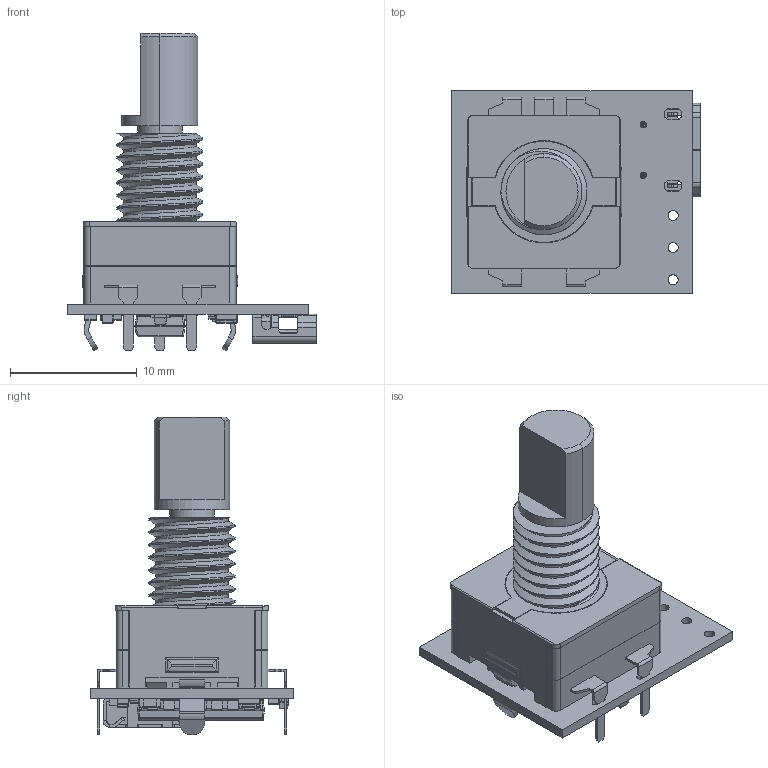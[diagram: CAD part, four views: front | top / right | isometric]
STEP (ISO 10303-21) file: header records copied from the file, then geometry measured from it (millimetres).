
FILE_DESCRIPTION(('Open CASCADE Model'),'2;1');
FILE_NAME('Open CASCADE Shape Model','2023-11-22T15:16:02',('Author'),( 'Open CASCADE'),'Open CASCADE STEP processor 6.8','Open CASCADE 6.8' ,'Unknown');
FILE_SCHEMA(('AUTOMOTIVE_DESIGN { 1 0 10303 214 1 1 1 1 }'));
Length unit declared in the file: millimetre
Products named in the file (78): PCB; Board; Open CASCADE STEP translator 6.8 17.1.1; ROTARY_ENCODER; rotary_encoder; USB; U254-051T-4BH83-F1S--3DModel-STEP-510211; U254-051T-4BH83-F1S_U254-051T-4BH83-F1S; U1; 8471065872; Open_CASCADE_STEP_translator_6.8_2.1; Body; Open_CASCADE_STEP_translator_6.8_2.2.1; Leader; R10; 8471065632; Mid_Body; Terminal; Open_CASCADE_STEP_translator_6.8_12.2.1; Mark; R9; R8; R7; 8471044608; R6; 8471059232; F2; FUSE_0603_1608_0.5MM; D8; 8471062112; Open_CASCADE_STEP_translator_6.8_2.1.1; lead; D7; 8471059152; D6; D5; 0603_Chip_SMD_LED_(1.6x0.8mm)_coloured; C10; 8927326784; Open_CASCADE_STEP_translator_6.8_14.1.1 ...
Assembly tree (101 placements, depth 5):
  PCB
    Board
      Open CASCADE STEP translator 6.8 17.1.1
    ROTARY_ENCODER
      rotary_encoder
    USB
      U254-051T-4BH83-F1S--3DModel-STEP-510211
        U254-051T-4BH83-F1S_U254-051T-4BH83-F1S
    U1
      8471065872
        Open_CASCADE_STEP_translator_6.8_2.1
        Body
          Open_CASCADE_STEP_translator_6.8_2.2.1
        Leader  x16
    R10
      8471065632
        Mid_Body
        Terminal  x2
          Open_CASCADE_STEP_translator_6.8_12.2.1
        Mark
    R9
      8471065632
        Mid_Body
        Terminal  x2
          Open_CASCADE_STEP_translator_6.8_12.2.1
        Mark
    R8
      8471065632
        Mid_Body
        Terminal  x2
          Open_CASCADE_STEP_translator_6.8_12.2.1
        Mark
    R7
      8471044608
        Mid_Body
        Terminal  x2
          Open_CASCADE_STEP_translator_6.8_12.2.1
        Mark
    R6
      8471059232
        Mid_Body
        Terminal  x2
          Open_CASCADE_STEP_translator_6.8_12.2.1
        Mark
    F2
      FUSE_0603_1608_0.5MM
    D8
      8471062112
        Body
          Open_CASCADE_STEP_translator_6.8_2.1.1
        lead  x2
    D7
      8471059152
        Body
          Open_CASCADE_STEP_translator_6.8_2.1.1
        lead  x2
    D6
      8471062112
        Body
          Open_CASCADE_STEP_translator_6.8_2.1.1
Bounding box: 19.64 x 16 x 25.1 mm (x, y, z)
Volume: 1668.8 mm3; surface area: 2706.3 mm2
Topology: 87 solids, 88 shells, 1886 faces, 4502 edges, 2720 vertices
Faces by surface type: plane 1238, cylinder 497, sphere 90, bspline 52, cone 5, revolution 4
Full cylindrical faces by diameter (mm): 0.487 x1, 0.5 x2, 0.8 x3
Entity records: 47524 total; most frequent: CARTESIAN_POINT 11508, ORIENTED_EDGE 6655, DIRECTION 6614, EDGE_CURVE 3328, LINE 2400, VECTOR 2400, AXIS2_PLACEMENT_3D 2105, VERTEX_POINT 2088
